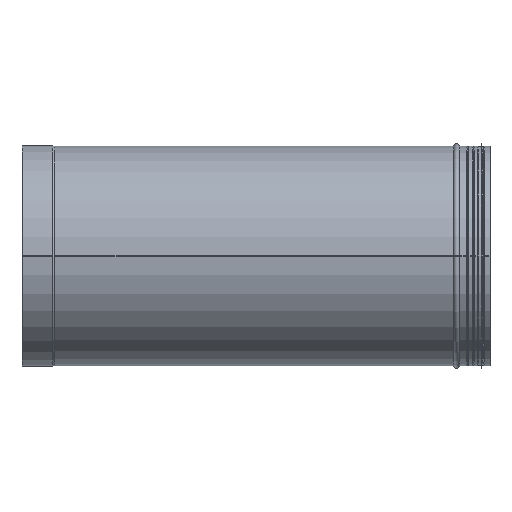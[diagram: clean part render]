
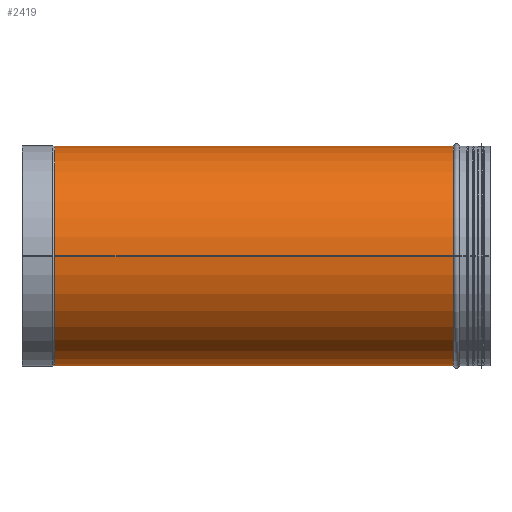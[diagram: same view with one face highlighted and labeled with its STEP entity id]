
A CAD part, left-side view. The second image highlights one B-rep face of the part: STEP entity #2419.
In plain terms, the highlighted cylindrical face has radius 251 mm (diameter 502 mm), a partial arc.
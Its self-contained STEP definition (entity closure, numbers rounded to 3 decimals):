
#201=CARTESIAN_POINT('',(194.625,570.0,158.5));
#202=VERTEX_POINT('',#201);
#203=CARTESIAN_POINT('',(194.625,570.0,158.5));
#204=CARTESIAN_POINT('',(194.625,575.176,158.5));
#205=CARTESIAN_POINT('',(194.833,580.402,158.245));
#206=CARTESIAN_POINT('',(195.67,590.856,157.21));
#207=CARTESIAN_POINT('',(196.298,596.083,156.428));
#208=CARTESIAN_POINT('',(198.764,611.629,153.3));
#209=CARTESIAN_POINT('',(201.191,621.811,150.161));
#210=CARTESIAN_POINT('',(207.027,641.182,142.007));
#211=CARTESIAN_POINT('',(210.432,650.391,136.985));
#212=CARTESIAN_POINT('',(217.493,667.387,125.473));
#213=CARTESIAN_POINT('',(221.143,675.173,118.98));
#214=CARTESIAN_POINT('',(228.004,688.922,105.231));
#215=CARTESIAN_POINT('',(231.479,695.405,97.475));
#216=CARTESIAN_POINT('',(237.924,706.938,80.473));
#217=CARTESIAN_POINT('',(240.891,711.988,71.226));
#218=CARTESIAN_POINT('',(245.808,720.178,51.771));
#219=CARTESIAN_POINT('',(247.759,723.324,41.543));
#220=CARTESIAN_POINT('',(249.707,726.446,25.979));
#221=CARTESIAN_POINT('',(250.195,727.223,20.754));
#222=CARTESIAN_POINT('',(250.842,728.25,10.331));
#223=CARTESIAN_POINT('',(251.0,728.5,5.133));
#224=CARTESIAN_POINT('',(251.0,728.5,-5.133));
#225=CARTESIAN_POINT('',(250.842,728.25,-10.331));
#226=CARTESIAN_POINT('',(250.195,727.223,-20.754));
#227=CARTESIAN_POINT('',(249.707,726.446,-25.979));
#228=CARTESIAN_POINT('',(247.759,723.324,-41.543));
#229=CARTESIAN_POINT('',(245.808,720.178,-51.771));
#230=CARTESIAN_POINT('',(240.891,711.988,-71.226));
#231=CARTESIAN_POINT('',(237.924,706.938,-80.473));
#232=CARTESIAN_POINT('',(231.479,695.405,-97.475));
#233=CARTESIAN_POINT('',(228.004,688.922,-105.231));
#234=CARTESIAN_POINT('',(221.143,675.173,-118.98));
#235=CARTESIAN_POINT('',(217.493,667.387,-125.473));
#236=CARTESIAN_POINT('',(210.432,650.391,-136.985));
#237=CARTESIAN_POINT('',(207.027,641.182,-142.007));
#238=CARTESIAN_POINT('',(201.191,621.811,-150.161));
#239=CARTESIAN_POINT('',(198.764,611.629,-153.3));
#240=CARTESIAN_POINT('',(196.298,596.083,-156.428));
#241=CARTESIAN_POINT('',(195.67,590.856,-157.21));
#242=CARTESIAN_POINT('',(194.833,580.402,-158.245));
#243=CARTESIAN_POINT('',(194.625,575.176,-158.5));
#244=CARTESIAN_POINT('',(194.625,564.824,-158.5));
#245=CARTESIAN_POINT('',(194.833,559.598,-158.245));
#246=CARTESIAN_POINT('',(195.67,549.144,-157.21));
#247=CARTESIAN_POINT('',(196.298,543.917,-156.428));
#248=CARTESIAN_POINT('',(198.764,528.371,-153.3));
#249=CARTESIAN_POINT('',(201.191,518.189,-150.161));
#250=CARTESIAN_POINT('',(207.027,498.818,-142.007));
#251=CARTESIAN_POINT('',(210.432,489.609,-136.985));
#252=CARTESIAN_POINT('',(217.493,472.613,-125.473));
#253=CARTESIAN_POINT('',(221.143,464.827,-118.98));
#254=CARTESIAN_POINT('',(228.004,451.078,-105.231));
#255=CARTESIAN_POINT('',(231.479,444.595,-97.475));
#256=CARTESIAN_POINT('',(237.924,433.062,-80.473));
#257=CARTESIAN_POINT('',(240.891,428.012,-71.226));
#258=CARTESIAN_POINT('',(245.808,419.822,-51.771));
#259=CARTESIAN_POINT('',(247.759,416.676,-41.543));
#260=CARTESIAN_POINT('',(249.707,413.554,-25.979));
#261=CARTESIAN_POINT('',(250.195,412.777,-20.754));
#262=CARTESIAN_POINT('',(250.842,411.75,-10.331));
#263=CARTESIAN_POINT('',(251.0,411.5,-5.133));
#264=CARTESIAN_POINT('',(251.0,411.5,5.133));
#265=CARTESIAN_POINT('',(250.842,411.75,10.331));
#266=CARTESIAN_POINT('',(250.195,412.777,20.754));
#267=CARTESIAN_POINT('',(249.707,413.554,25.979));
#268=CARTESIAN_POINT('',(247.759,416.676,41.543));
#269=CARTESIAN_POINT('',(245.808,419.822,51.771));
#270=CARTESIAN_POINT('',(240.891,428.012,71.226));
#271=CARTESIAN_POINT('',(237.924,433.062,80.473));
#272=CARTESIAN_POINT('',(231.479,444.595,97.475));
#273=CARTESIAN_POINT('',(228.004,451.078,105.231));
#274=CARTESIAN_POINT('',(221.143,464.827,118.98));
#275=CARTESIAN_POINT('',(217.493,472.613,125.473));
#276=CARTESIAN_POINT('',(210.432,489.609,136.985));
#277=CARTESIAN_POINT('',(207.027,498.818,142.007));
#278=CARTESIAN_POINT('',(201.191,518.189,150.161));
#279=CARTESIAN_POINT('',(198.764,528.371,153.3));
#280=CARTESIAN_POINT('',(196.298,543.917,156.428));
#281=CARTESIAN_POINT('',(195.67,549.144,157.21));
#282=CARTESIAN_POINT('',(194.833,559.598,158.245));
#283=CARTESIAN_POINT('',(194.625,564.824,158.5));
#284=CARTESIAN_POINT('',(194.625,570.0,158.5));
#285=B_SPLINE_CURVE_WITH_KNOTS('',3,(#203,#204,#205,#206,#207,#208,#209,#210,#211,#212,#213,#214,#215,#216,#217,#218,#219,#220,#221,#222,#223,#224,#225,#226,#227,#228,#229,#230,#231,#232,#233,#234,#235,#236,#237,#238,#239,#240,#241,#242,#243,#244,#245,#246,#247,#248,#249,#250,#251,#252,#253,#254,#255,#256,#257,#258,#259,#260,#261,#262,#263,#264,#265,#266,#267,#268,#269,#270,#271,#272,#273,#274,#275,#276,#277,#278,#279,#280,#281,#282,#283,#284),.UNSPECIFIED.,.T.,.U.,(4,2,2,2,2,2,2,2,2,2,2,2,2,2,2,2,2,2,2,2,2,2,2,2,2,2,2,2,2,2,2,2,2,2,2,2,2,2,2,2,4),(0.0,1.553,3.106,6.212,9.317,12.423,15.503,18.583,21.663,23.203,24.743,26.283,27.823,30.903,33.983,37.063,40.168,43.274,46.38,47.933,49.486,51.039,52.591,55.697,58.803,61.909,64.989,68.069,71.149,72.688,74.228,75.768,77.308,80.388,83.468,86.548,89.654,92.76,95.865,97.418,98.971),.UNSPECIFIED.);
#286=EDGE_CURVE('',#202,#202,#285,.T.);
#884=CARTESIAN_POINT('',(-251.,83.828,0.438));
#885=VERTEX_POINT('',#884);
#917=CARTESIAN_POINT('',(-251.,994.688,0.438));
#918=VERTEX_POINT('',#917);
#919=CARTESIAN_POINT('',(-251.,994.688,0.438));
#920=DIRECTION('',(0.0,-1.0,0.0));
#921=VECTOR('',#920,910.859);
#922=LINE('',#919,#921);
#923=EDGE_CURVE('',#918,#885,#922,.T.);
#1149=CARTESIAN_POINT('',(-251.0,994.688,0.0));
#1150=VERTEX_POINT('',#1149);
#1182=CARTESIAN_POINT('',(-251.,83.828,0.0));
#1183=VERTEX_POINT('',#1182);
#1184=CARTESIAN_POINT('',(-251.0,994.688,0.0));
#1185=DIRECTION('',(0.0,-1.0,0.0));
#1186=VECTOR('',#1185,910.859);
#1187=LINE('',#1184,#1186);
#1188=EDGE_CURVE('',#1150,#1183,#1187,.T.);
#2387=CARTESIAN_POINT('',(0.0,994.688,0.0));
#2388=DIRECTION('',(0.0,-1.0,0.0));
#2389=DIRECTION('',(-1.0,0.0,0.0));
#2390=AXIS2_PLACEMENT_3D('',#2387,#2388,#2389);
#2391=CIRCLE('',#2390,251.0);
#2392=EDGE_CURVE('',#1150,#918,#2391,.T.);
#2399=CARTESIAN_POINT('',(0.0,528.661,0.0));
#2400=DIRECTION('',(0.0,-1.0,0.0));
#2401=DIRECTION('',(-1.0,0.0,0.0));
#2402=AXIS2_PLACEMENT_3D('',#2399,#2400,#2401);
#2403=CYLINDRICAL_SURFACE('',#2402,251.0);
#2404=ORIENTED_EDGE('',*,*,#923,.T.);
#2405=CARTESIAN_POINT('',(0.0,83.828,0.0));
#2406=DIRECTION('',(0.0,-1.0,0.0));
#2407=DIRECTION('',(-1.0,0.0,0.0));
#2408=AXIS2_PLACEMENT_3D('',#2405,#2406,#2407);
#2409=CIRCLE('',#2408,251.);
#2410=EDGE_CURVE('',#1183,#885,#2409,.T.);
#2411=ORIENTED_EDGE('',*,*,#2410,.F.);
#2412=ORIENTED_EDGE('',*,*,#1188,.F.);
#2413=ORIENTED_EDGE('',*,*,#2392,.T.);
#2414=EDGE_LOOP('',(#2404,#2411,#2412,#2413));
#2415=FACE_OUTER_BOUND('',#2414,.T.);
#2416=ORIENTED_EDGE('',*,*,#286,.T.);
#2417=EDGE_LOOP('',(#2416));
#2418=FACE_BOUND('',#2417,.T.);
#2419=ADVANCED_FACE('',(#2415,#2418),#2403,.T.);
